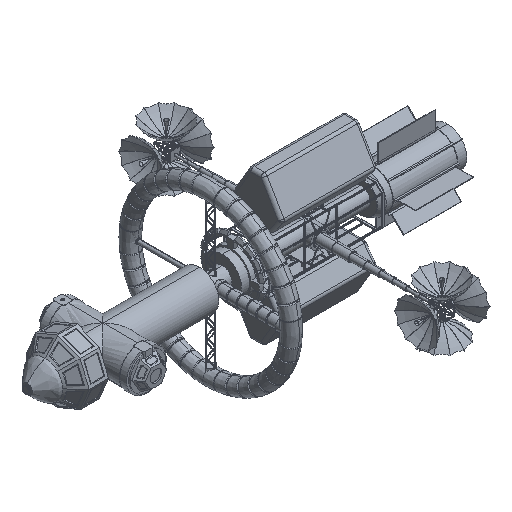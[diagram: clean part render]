
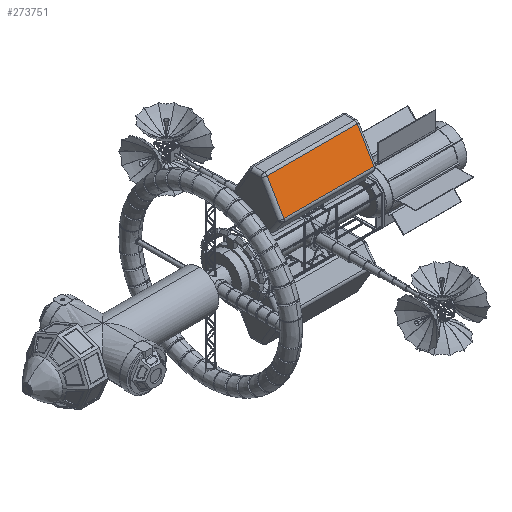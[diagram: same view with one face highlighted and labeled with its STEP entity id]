
A CAD part, isometric view. The second image highlights one B-rep face of the part: STEP entity #273751.
In plain terms, the highlighted free-form (B-spline) face has degree [1, 1] with [2, 2] control points.
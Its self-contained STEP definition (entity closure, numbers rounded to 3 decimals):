
#273751 = ADVANCED_FACE('',(#273752),#273782,.F.);
#273752 = FACE_BOUND('',#273753,.T.);
#273753 = EDGE_LOOP('',(#273754,#273763,#273770,#273777));
#273754 = ORIENTED_EDGE('',*,*,#273755,.T.);
#273755 = EDGE_CURVE('',#273756,#273758,#273760,.T.);
#273756 = VERTEX_POINT('',#273757);
#273757 = CARTESIAN_POINT('',(156.786,-80.145,
    142.123));
#273758 = VERTEX_POINT('',#273759);
#273759 = CARTESIAN_POINT('',(449.452,-80.145,
    142.123));
#273760 = B_SPLINE_CURVE_WITH_KNOTS('',1,(#273761,#273762),
  .UNSPECIFIED.,.F.,.F.,(2,2),(10.01,290.01),.PIECEWISE_BEZIER_KNOTS.);
#273761 = CARTESIAN_POINT('',(156.786,-80.145,
    142.123));
#273762 = CARTESIAN_POINT('',(449.452,-80.145,
    142.123));
#273763 = ORIENTED_EDGE('',*,*,#273764,.T.);
#273764 = EDGE_CURVE('',#273758,#273765,#273767,.T.);
#273765 = VERTEX_POINT('',#273766);
#273766 = CARTESIAN_POINT('',(449.452,-25.689,
    235.912));
#273767 = B_SPLINE_CURVE_WITH_KNOTS('',1,(#273768,#273769),
  .UNSPECIFIED.,.F.,.F.,(2,2),(6.62,110.379),
  .PIECEWISE_BEZIER_KNOTS.);
#273768 = CARTESIAN_POINT('',(449.452,-80.145,
    142.123));
#273769 = CARTESIAN_POINT('',(449.452,-25.689,
    235.912));
#273770 = ORIENTED_EDGE('',*,*,#273771,.T.);
#273771 = EDGE_CURVE('',#273765,#273772,#273774,.T.);
#273772 = VERTEX_POINT('',#273773);
#273773 = CARTESIAN_POINT('',(156.786,-25.689,
    235.912));
#273774 = B_SPLINE_CURVE_WITH_KNOTS('',1,(#273775,#273776),
  .UNSPECIFIED.,.F.,.F.,(2,2),(-290.,-10.),.PIECEWISE_BEZIER_KNOTS.);
#273775 = CARTESIAN_POINT('',(449.452,-25.689,
    235.912));
#273776 = CARTESIAN_POINT('',(156.786,-25.689,
    235.912));
#273777 = ORIENTED_EDGE('',*,*,#273778,.T.);
#273778 = EDGE_CURVE('',#273772,#273756,#273779,.T.);
#273779 = B_SPLINE_CURVE_WITH_KNOTS('',1,(#273780,#273781),
  .UNSPECIFIED.,.F.,.F.,(2,2),(-110.379,-6.62),
  .PIECEWISE_BEZIER_KNOTS.);
#273780 = CARTESIAN_POINT('',(156.786,-25.689,
    235.912));
#273781 = CARTESIAN_POINT('',(156.786,-80.145,
    142.123));
#273782 = B_SPLINE_SURFACE_WITH_KNOTS('',1,1,(
    (#273783,#273784)
    ,(#273785,#273786
    )),.UNSPECIFIED.,.F.,.F.,.F.,(2,2),(2,2),(6.62,
    110.379),(10.01,290.01),.PIECEWISE_BEZIER_KNOTS.);
#273783 = CARTESIAN_POINT('',(156.786,-80.145,
    142.123));
#273784 = CARTESIAN_POINT('',(449.452,-80.145,
    142.123));
#273785 = CARTESIAN_POINT('',(156.786,-25.689,
    235.912));
#273786 = CARTESIAN_POINT('',(449.452,-25.689,
    235.912));
